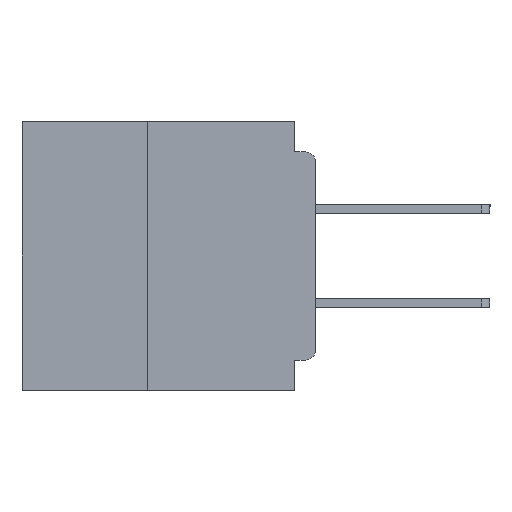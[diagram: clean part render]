
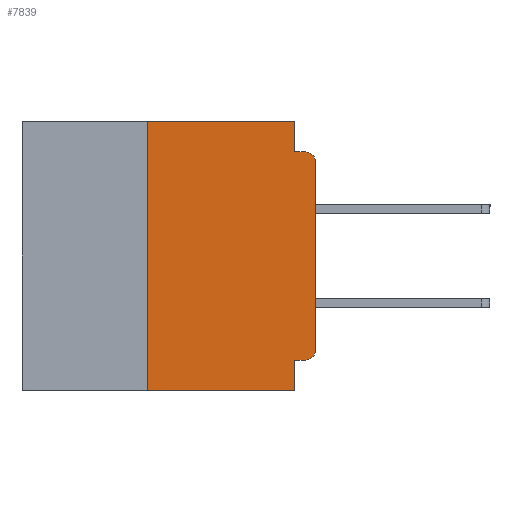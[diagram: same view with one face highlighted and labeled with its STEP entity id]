
A CAD part, left-side view. The second image highlights one B-rep face of the part: STEP entity #7839.
In plain terms, the highlighted planar face has unit normal (-1, 0, 0).
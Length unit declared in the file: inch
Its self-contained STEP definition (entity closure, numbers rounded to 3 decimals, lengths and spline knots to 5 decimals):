
#345 = VERTEX_POINT ( 'NONE', #12201 ) ;
#372 = ORIENTED_EDGE ( 'NONE', *, *, #21801, .T. ) ;
#472 = CARTESIAN_POINT ( 'NONE',  ( 0., 0.015, -0.06 ) ) ;
#1393 = DIRECTION ( 'NONE',  ( -1., 0., 0. ) ) ;
#1628 = VECTOR ( 'NONE', #34535, 39.37008 ) ;
#1829 = CARTESIAN_POINT ( 'NONE',  ( 0., 0., -0.045 ) ) ;
#2144 = DIRECTION ( 'NONE',  ( 0., 1., 0. ) ) ;
#2192 = ORIENTED_EDGE ( 'NONE', *, *, #50968, .T. ) ;
#4107 = CARTESIAN_POINT ( 'NONE',  ( 0., 0.437, 0. ) ) ;
#4529 = DIRECTION ( 'NONE',  ( 0., 0., -1. ) ) ;
#5465 = CARTESIAN_POINT ( 'NONE',  ( 0., 0.437, 0. ) ) ;
#6330 = CIRCLE ( 'NONE', #47265, 0.015 ) ;
#6348 = DIRECTION ( 'NONE',  ( 0., -1., 0. ) ) ;
#7439 = VECTOR ( 'NONE', #9511, 39.37008 ) ;
#7496 = VERTEX_POINT ( 'NONE', #46225 ) ;
#7839 = ADVANCED_FACE ( 'NONE', ( #23476 ), #44427, .F. ) ;
#9151 = EDGE_CURVE ( 'NONE', #26669, #30910, #49251, .T. ) ;
#9511 = DIRECTION ( 'NONE',  ( 0., 0., -1. ) ) ;
#10799 = VECTOR ( 'NONE', #6348, 39.37008 ) ;
#11092 = CARTESIAN_POINT ( 'NONE',  ( 0., 0.031, 0. ) ) ;
#11722 = ORIENTED_EDGE ( 'NONE', *, *, #39196, .F. ) ;
#11817 = EDGE_CURVE ( 'NONE', #15914, #7496, #23180, .T. ) ;
#12201 = CARTESIAN_POINT ( 'NONE',  ( 0., 0., -0.34 ) ) ;
#12301 = DIRECTION ( 'NONE',  ( 1., 0., 0. ) ) ;
#13618 = EDGE_CURVE ( 'NONE', #51733, #39422, #35012, .T. ) ;
#14136 = CARTESIAN_POINT ( 'NONE',  ( 0., 0.031, -0.045 ) ) ;
#14529 = DIRECTION ( 'NONE',  ( 0., 0., 1. ) ) ;
#15856 = VECTOR ( 'NONE', #45761, 39.37008 ) ;
#15887 = LINE ( 'NONE', #11092, #36107 ) ;
#15914 = VERTEX_POINT ( 'NONE', #37866 ) ;
#17574 = CARTESIAN_POINT ( 'NONE',  ( 0., 0.031, 0. ) ) ;
#18992 = VERTEX_POINT ( 'NONE', #14136 ) ;
#19226 = DIRECTION ( 'NONE',  ( 0., 0., -1. ) ) ;
#19525 = CARTESIAN_POINT ( 'NONE',  ( 0., 0.031, -0.355 ) ) ;
#21801 = EDGE_CURVE ( 'NONE', #345, #26669, #29459, .T. ) ;
#22144 = AXIS2_PLACEMENT_3D ( 'NONE', #4107, #12301, #40553 ) ;
#23116 = CARTESIAN_POINT ( 'NONE',  ( 0., 0.015, -0.355 ) ) ;
#23180 = LINE ( 'NONE', #26470, #1628 ) ;
#23476 = FACE_OUTER_BOUND ( 'NONE', #43350, .T. ) ;
#23895 = LINE ( 'NONE', #1829, #45345 ) ;
#24455 = ORIENTED_EDGE ( 'NONE', *, *, #11817, .F. ) ;
#25645 = CARTESIAN_POINT ( 'NONE',  ( 0., 0.031, -0.4 ) ) ;
#25714 = CARTESIAN_POINT ( 'NONE',  ( 0., 0.015, -0.34 ) ) ;
#26470 = CARTESIAN_POINT ( 'NONE',  ( 0., 0.25, -0.4 ) ) ;
#26669 = VERTEX_POINT ( 'NONE', #41138 ) ;
#26909 = ORIENTED_EDGE ( 'NONE', *, *, #13618, .F. ) ;
#27404 = ORIENTED_EDGE ( 'NONE', *, *, #37450, .F. ) ;
#28862 = DIRECTION ( 'NONE',  ( -1., 0., 0. ) ) ;
#29019 = LINE ( 'NONE', #25645, #7439 ) ;
#29459 = LINE ( 'NONE', #32257, #38848 ) ;
#29778 = DIRECTION ( 'NONE',  ( 0., 0., -1. ) ) ;
#30212 = DIRECTION ( 'NONE',  ( 0., -1., 0. ) ) ;
#30630 = CARTESIAN_POINT ( 'NONE',  ( 0., 0.437, -0.4 ) ) ;
#30910 = VERTEX_POINT ( 'NONE', #48531 ) ;
#32257 = CARTESIAN_POINT ( 'NONE',  ( 0., 0., 0. ) ) ;
#32481 = VECTOR ( 'NONE', #2144, 39.37008 ) ;
#34379 = CARTESIAN_POINT ( 'NONE',  ( 0., 0.031, -0.4 ) ) ;
#34535 = DIRECTION ( 'NONE',  ( 0., 0., 1. ) ) ;
#34559 = CARTESIAN_POINT ( 'NONE',  ( 0., 0., -0.355 ) ) ;
#35012 = LINE ( 'NONE', #34559, #32481 ) ;
#36107 = VECTOR ( 'NONE', #19226, 39.37008 ) ;
#37346 = LINE ( 'NONE', #5465, #15856 ) ;
#37450 = EDGE_CURVE ( 'NONE', #48901, #18992, #15887, .T. ) ;
#37512 = ORIENTED_EDGE ( 'NONE', *, *, #39115, .F. ) ;
#37521 = ORIENTED_EDGE ( 'NONE', *, *, #51108, .T. ) ;
#37866 = CARTESIAN_POINT ( 'NONE',  ( 0., 0.25, -0.4 ) ) ;
#38848 = VECTOR ( 'NONE', #14529, 39.37008 ) ;
#39115 = EDGE_CURVE ( 'NONE', #39422, #41111, #29019, .T. ) ;
#39196 = EDGE_CURVE ( 'NONE', #18992, #30910, #23895, .T. ) ;
#39422 = VERTEX_POINT ( 'NONE', #19525 ) ;
#40553 = DIRECTION ( 'NONE',  ( 0., 0., -1. ) ) ;
#41111 = VERTEX_POINT ( 'NONE', #34379 ) ;
#41138 = CARTESIAN_POINT ( 'NONE',  ( 0., 0., -0.06 ) ) ;
#41717 = LINE ( 'NONE', #30630, #10799 ) ;
#43350 = EDGE_LOOP ( 'NONE', ( #372, #43526, #11722, #27404, #49424, #24455, #37521, #37512, #26909, #2192 ) ) ;
#43526 = ORIENTED_EDGE ( 'NONE', *, *, #9151, .T. ) ;
#44427 = PLANE ( 'NONE',  #22144 ) ;
#45345 = VECTOR ( 'NONE', #30212, 39.37008 ) ;
#45761 = DIRECTION ( 'NONE',  ( 0., -1., 0. ) ) ;
#46151 = AXIS2_PLACEMENT_3D ( 'NONE', #472, #28862, #4529 ) ;
#46225 = CARTESIAN_POINT ( 'NONE',  ( 0., 0.25, 0. ) ) ;
#47265 = AXIS2_PLACEMENT_3D ( 'NONE', #25714, #1393, #29778 ) ;
#48531 = CARTESIAN_POINT ( 'NONE',  ( 0., 0.015, -0.045 ) ) ;
#48901 = VERTEX_POINT ( 'NONE', #17574 ) ;
#49251 = CIRCLE ( 'NONE', #46151, 0.015 ) ;
#49424 = ORIENTED_EDGE ( 'NONE', *, *, #50980, .F. ) ;
#50968 = EDGE_CURVE ( 'NONE', #51733, #345, #6330, .T. ) ;
#50980 = EDGE_CURVE ( 'NONE', #7496, #48901, #37346, .T. ) ;
#51108 = EDGE_CURVE ( 'NONE', #15914, #41111, #41717, .T. ) ;
#51733 = VERTEX_POINT ( 'NONE', #23116 ) ;
